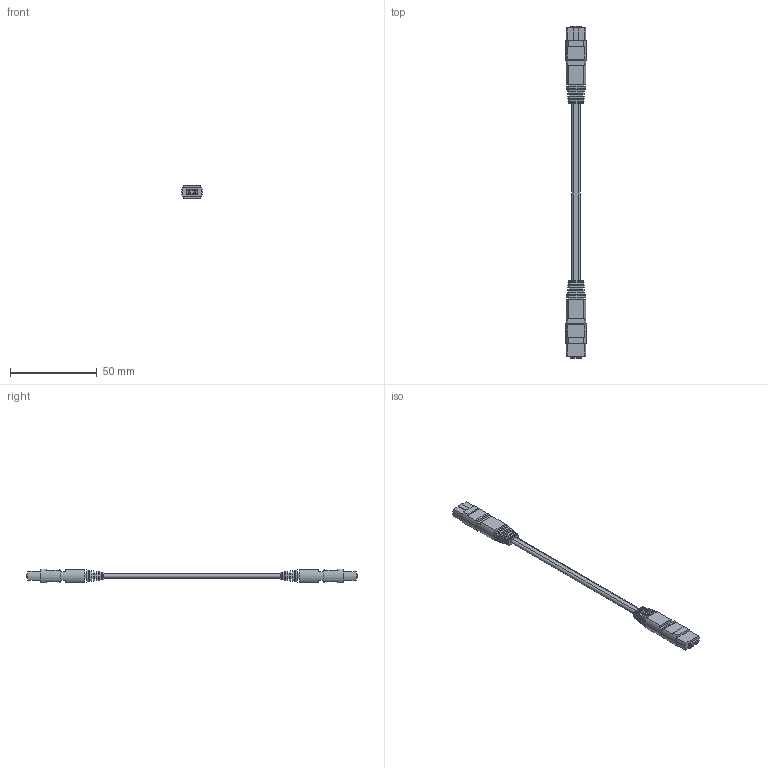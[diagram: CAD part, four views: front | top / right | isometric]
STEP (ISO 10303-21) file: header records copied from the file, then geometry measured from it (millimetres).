
FILE_DESCRIPTION (( 'STEP AP203' ), '1' );
FILE_NAME ('MTPF06-25.STEP', '2006-07-20T16:31:13', ( 'L-COM' ), ( 'L-COM' ), 'SwSTEP 2.0', 'SolidWorks 2006004', '' );
FILE_SCHEMA (( 'CONFIG_CONTROL_DESIGN' ));
Length unit declared in the file: inch
Products named in the file (3): MTPF06-25; MTPF12-25-MA1; 3AB04-001
Assembly tree (3 placements, depth 2):
  MTPF06-25
    MTPF12-25-MA1
    3AB04-001  x2
Bounding box: 11.9 x 191.01 x 7.75 mm (x, y, z)
Volume: 6681.9 mm3; surface area: 5161.2 mm2
Topology: 3 solids, 3 shells, 222 faces, 540 edges, 360 vertices
Faces by surface type: plane 176, cone 24, cylinder 22
Entity records: 3687 total; most frequent: CARTESIAN_POINT 652, ORIENTED_EDGE 552, DIRECTION 552, EDGE_CURVE 276, VECTOR 192, LINE 192, VERTEX_POINT 184, AXIS2_PLACEMENT_3D 180
